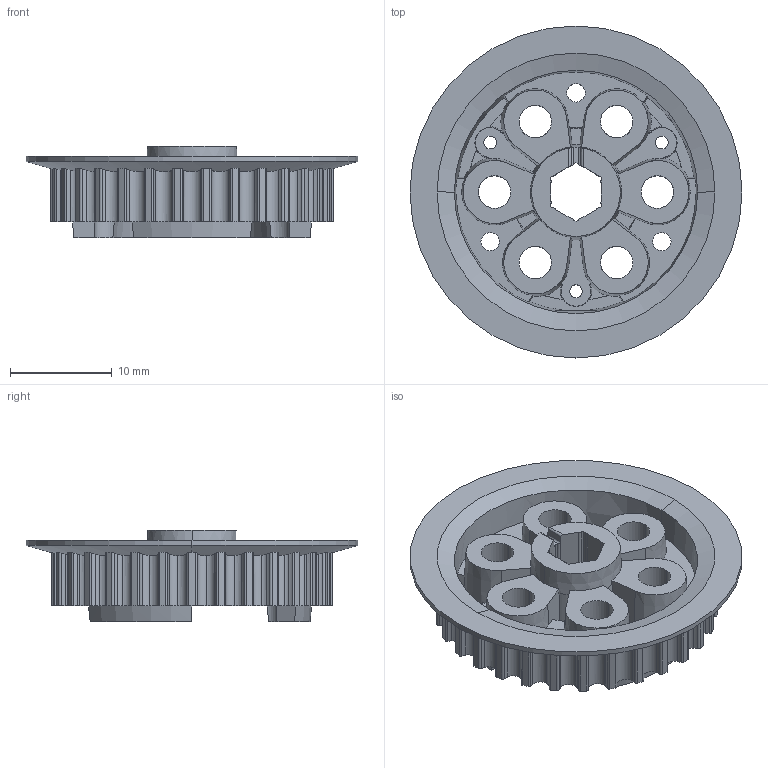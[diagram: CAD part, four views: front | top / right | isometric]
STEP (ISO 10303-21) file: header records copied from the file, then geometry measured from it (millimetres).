
FILE_DESCRIPTION (( 'STEP AP203' ), '1' );
FILE_NAME ('REV-41-1671.STEP', '2019-08-01T20:15:02', ( '' ), ( '' ), 'SwSTEP 2.0', 'SolidWorks 2018', '' );
FILE_SCHEMA (( 'CONFIG_CONTROL_DESIGN' ));
Length unit declared in the file: millimetre
Products named in the file (1): REV-41-1671
Bounding box: 32.65 x 32.65 x 9 mm (x, y, z)
Volume: 2481.6 mm3; surface area: 3646.9 mm2
Topology: 1 solids, 1 shells, 419 faces, 1255 edges, 833 vertices
Faces by surface type: cylinder 259, plane 109, cone 51
Entity records: 15083 total; most frequent: CARTESIAN_POINT 3766, ORIENTED_EDGE 2510, DIRECTION 2320, EDGE_CURVE 1255, AXIS2_PLACEMENT_3D 963, VERTEX_POINT 833, CIRCLE 543, EDGE_LOOP 440
